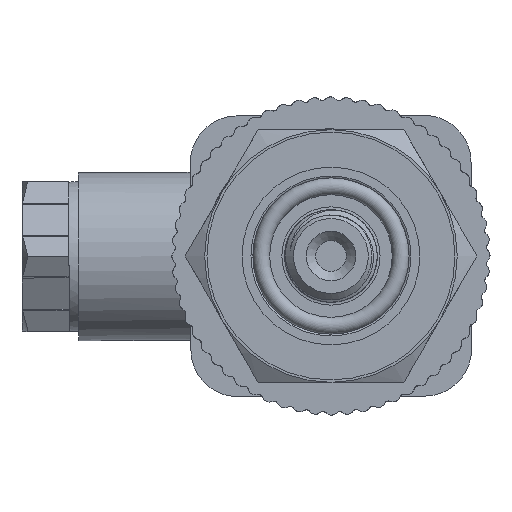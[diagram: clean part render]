
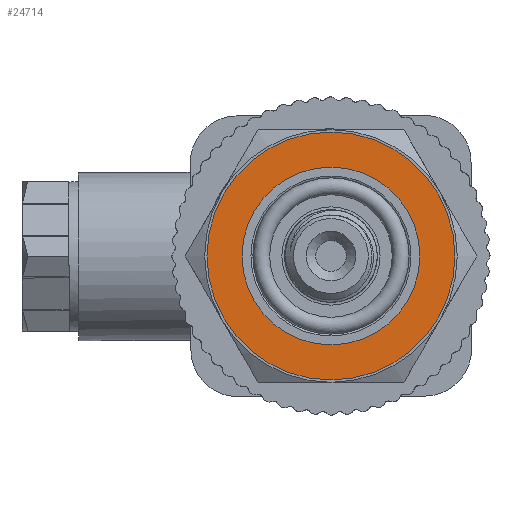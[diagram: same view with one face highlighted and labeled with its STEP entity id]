
A CAD part, left-side view. The second image highlights one B-rep face of the part: STEP entity #24714.
In plain terms, the highlighted planar face has unit normal (-1, 0, 0).
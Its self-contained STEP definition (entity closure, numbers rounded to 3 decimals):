
#1013=PLANE('',#25972);
#1573=FACE_BOUND('',#3477,.T.);
#2060=FACE_OUTER_BOUND('',#3476,.T.);
#3476=EDGE_LOOP('',(#18312));
#3477=EDGE_LOOP('',(#18313));
#4669=CIRCLE('',#25950,13.25);
#4680=CIRCLE('',#25971,9.5);
#10697=VERTEX_POINT('',#40212);
#10710=VERTEX_POINT('',#41843);
#13544=EDGE_CURVE('',#10697,#10697,#4669,.T.);
#13571=EDGE_CURVE('',#10710,#10710,#4680,.T.);
#18312=ORIENTED_EDGE('',*,*,#13544,.T.);
#18313=ORIENTED_EDGE('',*,*,#13571,.T.);
#24714=ADVANCED_FACE('',(#2060,#1573),#1013,.T.);
#25950=AXIS2_PLACEMENT_3D('',#40213,#27744,#27745);
#25971=AXIS2_PLACEMENT_3D('',#41844,#27789,#27790);
#25972=AXIS2_PLACEMENT_3D('',#41846,#27792,#27793);
#27744=DIRECTION('center_axis',(-1.,0.,0.));
#27745=DIRECTION('ref_axis',(0.,1.,0.));
#27789=DIRECTION('center_axis',(1.,0.,0.));
#27790=DIRECTION('ref_axis',(0.,0.,-1.));
#27792=DIRECTION('center_axis',(-1.,0.,0.));
#27793=DIRECTION('ref_axis',(0.,0.,1.));
#40212=CARTESIAN_POINT('',(-48.,-13.25,0.));
#40213=CARTESIAN_POINT('Origin',(-48.,0.,0.));
#41843=CARTESIAN_POINT('',(-48.,-9.5,0.));
#41844=CARTESIAN_POINT('Origin',(-48.,0.,0.));
#41846=CARTESIAN_POINT('Origin',(-48.,13.5,0.));
